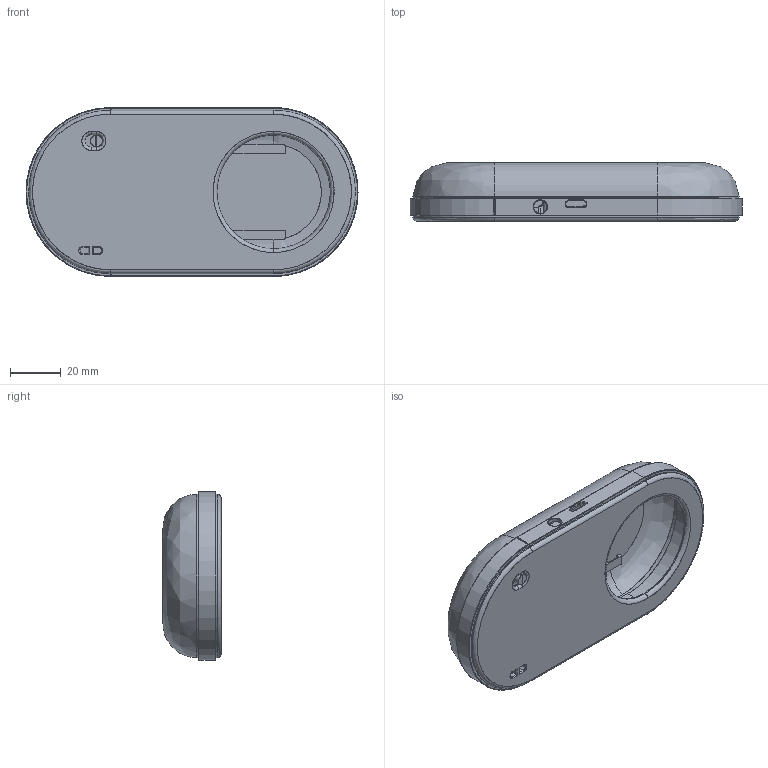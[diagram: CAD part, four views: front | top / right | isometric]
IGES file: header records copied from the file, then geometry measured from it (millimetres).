
Start section: SolidWorks IGES file using analytic representation for surfaces
Global section: file name: safecast2.IGS; native system: SolidWorks 2011; preprocessor: SolidWorks 2011; author: bunnie; date: 111228.082009; units: millimetre
Bounding box: 130.2 x 22.8 x 66.2 mm (x, y, z)
Surface area: 53487.7 mm2 (no closed solid volume)
Topology: 0 solids, 0 shells, 683 faces, 7494 edges, 7494 vertices
Faces by surface type: bspline 506, revolution 177
